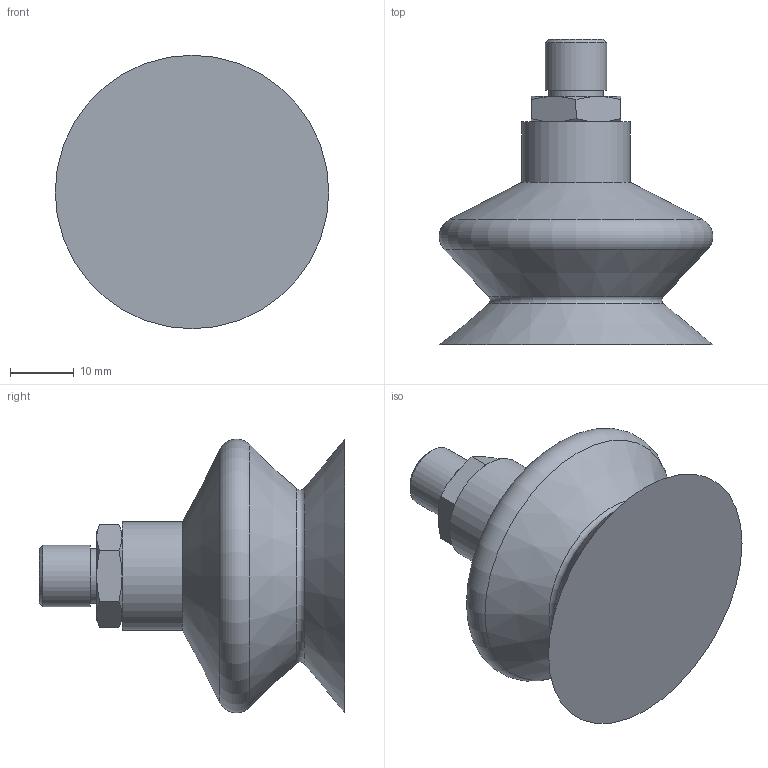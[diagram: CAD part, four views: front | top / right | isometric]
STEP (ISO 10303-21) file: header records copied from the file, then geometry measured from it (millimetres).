
FILE_DESCRIPTION(/* description */ (''),/* implementation_level */ '2;1');
FILE_NAME(/* name */ 'vf43nat_rac16r1-8m.stp',/* time_stamp */ '2024-05-17T13:12:42+02:00',/* author */ ('enginyeria3'),/* organization */ (''),/* preprocessor_version */ 'ST-DEVELOPER v20',/* originating_system */ 'Autodesk Inventor 2024',/* authorisation */ '');
FILE_SCHEMA (('AUTOMOTIVE_DESIGN { 1 0 10303 214 3 1 1 }'));
Length unit declared in the file: millimetre
Products named in the file (1): Pieza34
Bounding box: 43 x 48 x 43 mm (x, y, z)
Volume: 27914.7 mm3; surface area: 6968.8 mm2
Topology: 1 solids, 1 shells, 35 faces, 73 edges, 44 vertices
Faces by surface type: cone 17, plane 12, cylinder 4, torus 2
Full cylindrical faces by diameter (mm): 3 x1, 8.569 x1, 9.731 x1, 17 x1
Entity records: 1010 total; most frequent: CARTESIAN_POINT 201, DIRECTION 155, ORIENTED_EDGE 146, EDGE_CURVE 73, AXIS2_PLACEMENT_3D 70, VERTEX_POINT 44, EDGE_LOOP 39, STYLED_ITEM 36
